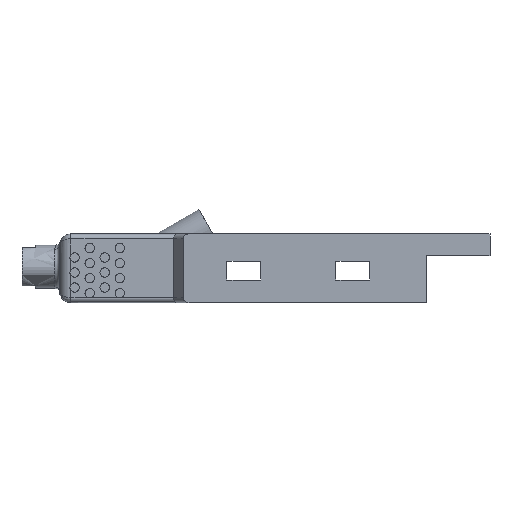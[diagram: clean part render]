
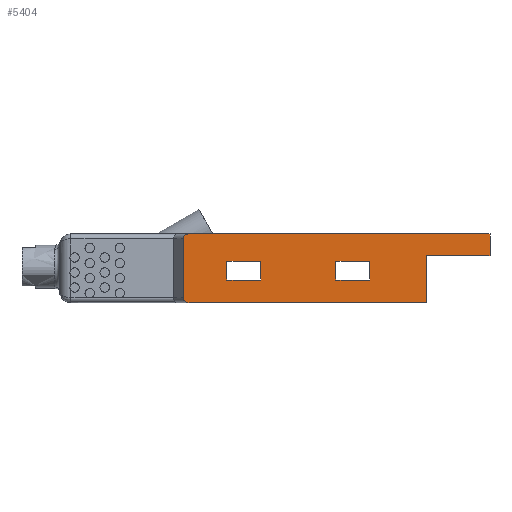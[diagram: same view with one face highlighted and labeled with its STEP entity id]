
A CAD part, front view. The second image highlights one B-rep face of the part: STEP entity #5404.
In plain terms, the highlighted planar face has unit normal (0, -1, 0).
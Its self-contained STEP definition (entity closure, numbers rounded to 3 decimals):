
#130=FACE_BOUND('',#1784,.T.);
#131=FACE_BOUND('',#1785,.T.);
#182=PLANE('',#5826);
#314=ELLIPSE('',#5824,0.307,0.25);
#315=ELLIPSE('',#5827,0.307,0.25);
#482=LINE('',#9154,#902);
#525=LINE('',#9603,#945);
#553=LINE('',#9751,#973);
#554=LINE('',#9754,#974);
#555=LINE('',#9756,#975);
#556=LINE('',#9757,#976);
#557=LINE('',#9760,#977);
#558=LINE('',#9762,#978);
#559=LINE('',#9764,#979);
#560=LINE('',#9765,#980);
#561=LINE('',#9768,#981);
#562=LINE('',#9770,#982);
#563=LINE('',#9772,#983);
#564=LINE('',#9773,#984);
#902=VECTOR('',#6360,10.);
#945=VECTOR('',#6569,10.);
#973=VECTOR('',#6731,10.);
#974=VECTOR('',#6734,10.);
#975=VECTOR('',#6735,10.);
#976=VECTOR('',#6736,10.);
#977=VECTOR('',#6737,10.);
#978=VECTOR('',#6738,10.);
#979=VECTOR('',#6739,10.);
#980=VECTOR('',#6740,10.);
#981=VECTOR('',#6741,10.);
#982=VECTOR('',#6742,10.);
#983=VECTOR('',#6743,10.);
#984=VECTOR('',#6744,10.);
#1397=FACE_OUTER_BOUND('',#1783,.T.);
#1783=EDGE_LOOP('',(#4456,#4457,#4458,#4459,#4460,#4461,#4462,#4463));
#1784=EDGE_LOOP('',(#4464,#4465,#4466,#4467));
#1785=EDGE_LOOP('',(#4468,#4469,#4470,#4471));
#2520=VERTEX_POINT('',#9151);
#2521=VERTEX_POINT('',#9153);
#2624=VERTEX_POINT('',#9600);
#2625=VERTEX_POINT('',#9602);
#2677=VERTEX_POINT('',#9745);
#2678=VERTEX_POINT('',#9750);
#2679=VERTEX_POINT('',#9753);
#2680=VERTEX_POINT('',#9755);
#2681=VERTEX_POINT('',#9758);
#2682=VERTEX_POINT('',#9759);
#2683=VERTEX_POINT('',#9761);
#2684=VERTEX_POINT('',#9763);
#2685=VERTEX_POINT('',#9766);
#2686=VERTEX_POINT('',#9767);
#2687=VERTEX_POINT('',#9769);
#2688=VERTEX_POINT('',#9771);
#3121=EDGE_CURVE('',#2520,#2521,#482,.T.);
#3255=EDGE_CURVE('',#2625,#2624,#525,.T.);
#3330=EDGE_CURVE('',#2677,#2520,#314,.T.);
#3331=EDGE_CURVE('',#2678,#2677,#553,.F.);
#3332=EDGE_CURVE('',#2625,#2678,#315,.T.);
#3333=EDGE_CURVE('',#2624,#2679,#554,.F.);
#3334=EDGE_CURVE('',#2679,#2680,#555,.T.);
#3335=EDGE_CURVE('',#2680,#2521,#556,.T.);
#3336=EDGE_CURVE('',#2681,#2682,#557,.F.);
#3337=EDGE_CURVE('',#2682,#2683,#558,.F.);
#3338=EDGE_CURVE('',#2683,#2684,#559,.F.);
#3339=EDGE_CURVE('',#2684,#2681,#560,.F.);
#3340=EDGE_CURVE('',#2685,#2686,#561,.F.);
#3341=EDGE_CURVE('',#2686,#2687,#562,.F.);
#3342=EDGE_CURVE('',#2687,#2688,#563,.F.);
#3343=EDGE_CURVE('',#2688,#2685,#564,.F.);
#4456=ORIENTED_EDGE('',*,*,#3330,.F.);
#4457=ORIENTED_EDGE('',*,*,#3331,.F.);
#4458=ORIENTED_EDGE('',*,*,#3332,.F.);
#4459=ORIENTED_EDGE('',*,*,#3255,.T.);
#4460=ORIENTED_EDGE('',*,*,#3333,.T.);
#4461=ORIENTED_EDGE('',*,*,#3334,.T.);
#4462=ORIENTED_EDGE('',*,*,#3335,.T.);
#4463=ORIENTED_EDGE('',*,*,#3121,.F.);
#4464=ORIENTED_EDGE('',*,*,#3336,.T.);
#4465=ORIENTED_EDGE('',*,*,#3337,.T.);
#4466=ORIENTED_EDGE('',*,*,#3338,.T.);
#4467=ORIENTED_EDGE('',*,*,#3339,.T.);
#4468=ORIENTED_EDGE('',*,*,#3340,.T.);
#4469=ORIENTED_EDGE('',*,*,#3341,.T.);
#4470=ORIENTED_EDGE('',*,*,#3342,.T.);
#4471=ORIENTED_EDGE('',*,*,#3343,.T.);
#5404=ADVANCED_FACE('',(#1397,#130,#131),#182,.T.);
#5824=AXIS2_PLACEMENT_3D('',#9747,#6725,#6726);
#5826=AXIS2_PLACEMENT_3D('',#9749,#6729,#6730);
#5827=AXIS2_PLACEMENT_3D('',#9752,#6732,#6733);
#6360=DIRECTION('',(1.,0.,0.));
#6569=DIRECTION('',(1.,0.,0.));
#6725=DIRECTION('center_axis',(0.,1.,0.));
#6726=DIRECTION('ref_axis',(-1.,0.,0.));
#6729=DIRECTION('center_axis',(0.,-1.,0.));
#6730=DIRECTION('ref_axis',(0.,0.,1.));
#6731=DIRECTION('',(0.,0.,-1.));
#6732=DIRECTION('center_axis',(0.,1.,0.));
#6733=DIRECTION('ref_axis',(-1.,0.,0.));
#6734=DIRECTION('',(0.,0.,-1.));
#6735=DIRECTION('',(1.,0.,0.));
#6736=DIRECTION('',(0.,0.,1.));
#6737=DIRECTION('',(0.,0.,-1.));
#6738=DIRECTION('',(-1.,0.,0.));
#6739=DIRECTION('',(0.,0.,1.));
#6740=DIRECTION('',(1.,0.,0.));
#6741=DIRECTION('',(0.,0.,-1.));
#6742=DIRECTION('',(-1.,0.,0.));
#6743=DIRECTION('',(0.,0.,1.));
#6744=DIRECTION('',(1.,0.,0.));
#9151=CARTESIAN_POINT('',(-16.014,-0.637,-0.085));
#9153=CARTESIAN_POINT('',(0.,-0.637,-0.085));
#9154=CARTESIAN_POINT('',(-7.5,-0.637,-0.085));
#9600=CARTESIAN_POINT('',(-3.4,-0.637,-3.735));
#9602=CARTESIAN_POINT('',(-16.014,-0.637,-3.735));
#9603=CARTESIAN_POINT('',(-15.,-0.637,-3.735));
#9745=CARTESIAN_POINT('',(-16.321,-0.637,-0.335));
#9747=CARTESIAN_POINT('Origin',(-16.014,-0.637,-0.335));
#9749=CARTESIAN_POINT('Origin',(-15.,-0.637,-3.735));
#9750=CARTESIAN_POINT('',(-16.321,-0.637,-3.485));
#9751=CARTESIAN_POINT('',(-16.321,-0.637,-3.735));
#9752=CARTESIAN_POINT('Origin',(-16.014,-0.637,-3.485));
#9753=CARTESIAN_POINT('',(-3.4,-0.637,-1.235));
#9754=CARTESIAN_POINT('',(-3.4,-0.637,-2.485));
#9755=CARTESIAN_POINT('',(0.,-0.637,-1.235));
#9756=CARTESIAN_POINT('',(-7.5,-0.637,-1.235));
#9757=CARTESIAN_POINT('',(0.,-0.637,-2.26));
#9758=CARTESIAN_POINT('',(-14.,-0.637,-2.535));
#9759=CARTESIAN_POINT('',(-14.,-0.637,-1.535));
#9760=CARTESIAN_POINT('',(-14.,-0.637,-2.635));
#9761=CARTESIAN_POINT('',(-12.2,-0.637,-1.535));
#9762=CARTESIAN_POINT('',(-13.6,-0.637,-1.535));
#9763=CARTESIAN_POINT('',(-12.2,-0.637,-2.535));
#9764=CARTESIAN_POINT('',(-12.2,-0.637,-3.135));
#9765=CARTESIAN_POINT('',(-14.5,-0.637,-2.535));
#9766=CARTESIAN_POINT('',(-8.2,-0.637,-2.535));
#9767=CARTESIAN_POINT('',(-8.2,-0.637,-1.535));
#9768=CARTESIAN_POINT('',(-8.2,-0.637,-2.635));
#9769=CARTESIAN_POINT('',(-6.4,-0.637,-1.535));
#9770=CARTESIAN_POINT('',(-10.7,-0.637,-1.535));
#9771=CARTESIAN_POINT('',(-6.4,-0.637,-2.535));
#9772=CARTESIAN_POINT('',(-6.4,-0.637,-3.135));
#9773=CARTESIAN_POINT('',(-11.6,-0.637,-2.535));
